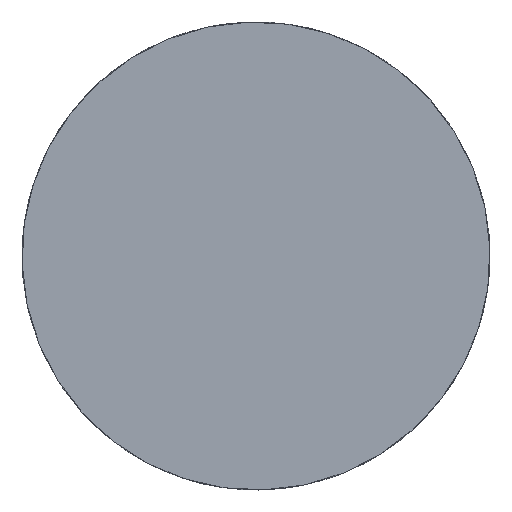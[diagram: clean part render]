
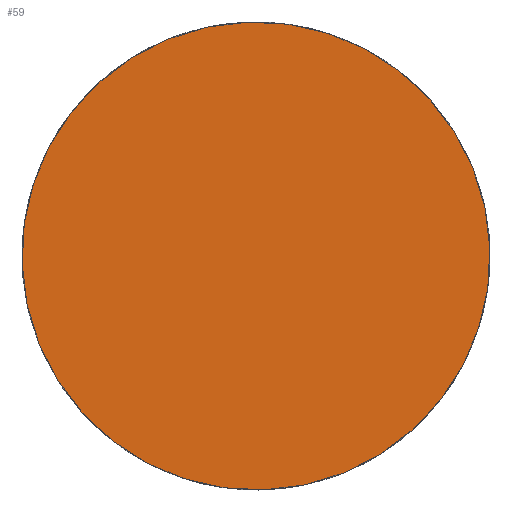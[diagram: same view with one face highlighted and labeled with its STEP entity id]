
A CAD part, left-side view. The second image highlights one B-rep face of the part: STEP entity #59.
In plain terms, the highlighted planar face has unit normal (-1, 0, 0).
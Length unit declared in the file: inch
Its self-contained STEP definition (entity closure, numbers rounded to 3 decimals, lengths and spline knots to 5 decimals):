
#20 = FACE_OUTER_BOUND ( 'NONE', #648, .T. ) ;
#30 = AXIS2_PLACEMENT_3D ( 'NONE', #547, #497, #436 ) ;
#34 = DIRECTION ( 'NONE',  ( -1., 0., 0. ) ) ;
#59 = ADVANCED_FACE ( 'NONE', ( #20 ), #664, .F. ) ;
#93 = CARTESIAN_POINT ( 'NONE',  ( -0.031, 0., 0. ) ) ;
#104 = EDGE_CURVE ( 'NONE', #420, #492, #571, .T. ) ;
#328 = CARTESIAN_POINT ( 'NONE',  ( -0.031, 0., 0. ) ) ;
#411 = AXIS2_PLACEMENT_3D ( 'NONE', #93, #554, #503 ) ;
#420 = VERTEX_POINT ( 'NONE', #483 ) ;
#436 = DIRECTION ( 'NONE',  ( 0., 0.467, -0.884 ) ) ;
#474 = ORIENTED_EDGE ( 'NONE', *, *, #104, .T. ) ;
#483 = CARTESIAN_POINT ( 'NONE',  ( -0.031, 0.04368, -0.08267 ) ) ;
#492 = VERTEX_POINT ( 'NONE', #604 ) ;
#495 = DIRECTION ( 'NONE',  ( 0., -0.467, 0.884 ) ) ;
#497 = DIRECTION ( 'NONE',  ( 1., 0., 0. ) ) ;
#499 = AXIS2_PLACEMENT_3D ( 'NONE', #328, #34, #495 ) ;
#503 = DIRECTION ( 'NONE',  ( 0., -0.467, 0.884 ) ) ;
#547 = CARTESIAN_POINT ( 'NONE',  ( -0.031, 0.08267, 0.04368 ) ) ;
#550 = ORIENTED_EDGE ( 'NONE', *, *, #594, .T. ) ;
#554 = DIRECTION ( 'NONE',  ( -1., 0., 0. ) ) ;
#571 = CIRCLE ( 'NONE', #411, 0.0935 ) ;
#594 = EDGE_CURVE ( 'NONE', #492, #420, #647, .T. ) ;
#604 = CARTESIAN_POINT ( 'NONE',  ( -0.031, -0.04368, 0.08267 ) ) ;
#647 = CIRCLE ( 'NONE', #499, 0.0935 ) ;
#648 = EDGE_LOOP ( 'NONE', ( #550, #474 ) ) ;
#664 = PLANE ( 'NONE',  #30 ) ;
